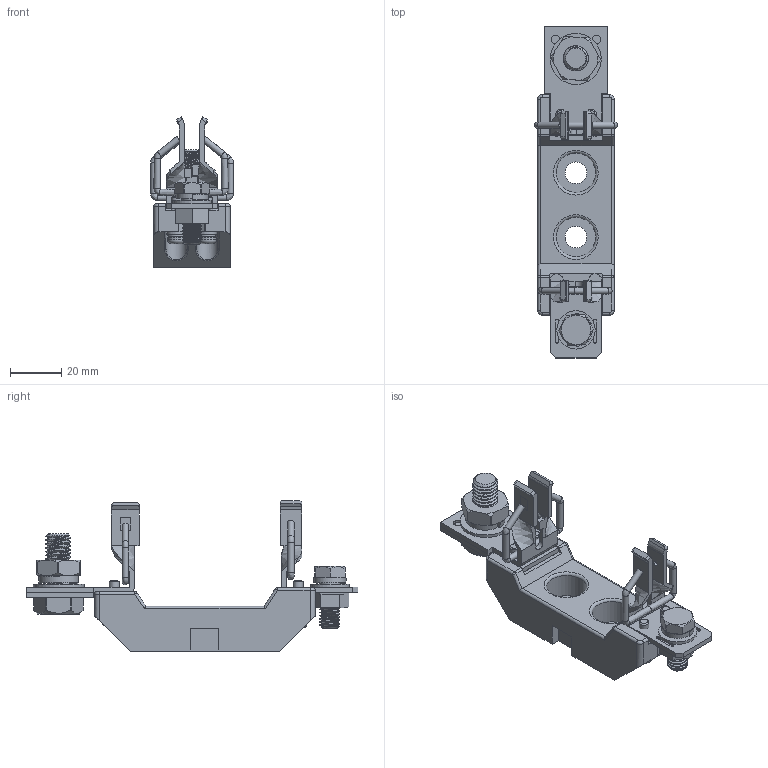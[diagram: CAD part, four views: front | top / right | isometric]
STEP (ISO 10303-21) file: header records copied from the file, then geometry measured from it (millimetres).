
FILE_DESCRIPTION(/* description */ (''),/* implementation_level */ '2;1');
FILE_NAME(/* name */ 'CRT16-00 250座.stp',/* time_stamp */ '2024-03-20T08:24:01+08:00',/* author */ (''),/* organization */ (''),/* preprocessor_version */ 'ST-DEVELOPER v16',/* originating_system */ 'SIEMENS PLM Software NX 10.0',/* authorisation */ '');
FILE_SCHEMA (('CONFIG_CONTROL_DESIGN'));
Length unit declared in the file: millimetre
Products named in the file (1): CRT16 250A_stp
Bounding box: 32.48 x 130.1 x 58.8 mm (x, y, z)
Volume: 49986.2 mm3; surface area: 30203.8 mm2
Topology: 25 solids, 26 shells, 632 faces, 1616 edges, 1051 vertices
Faces by surface type: plane 332, cylinder 169, bspline 62, cone 37, torus 18, extrusion 6, revolution 4, sphere 4
Full cylindrical faces by diameter (mm): 1.8 x2, 2.5 x4, 3.2 x4, 3.3 x4, 3.6 x2, 3.9 x4, 4.5 x4, 5 x4, 5.2 x2, 5.5 x4, 5.6 x2, 7 x4, 7.5 x4, 7.8 x12, 8.5 x3, 10 x1, 10.5 x1, 11 x2, 15 x1, 15.5 x2, 20 x1
Entity records: 29388 total; most frequent: CARTESIAN_POINT 15283, ORIENTED_EDGE 2882, DIRECTION 2678, EDGE_CURVE 1441, VERTEX_POINT 986, AXIS2_PLACEMENT_3D 944, EDGE_LOOP 787, VECTOR 786
